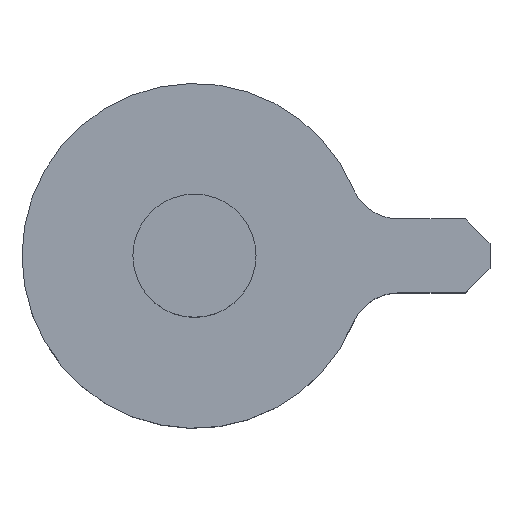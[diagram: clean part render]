
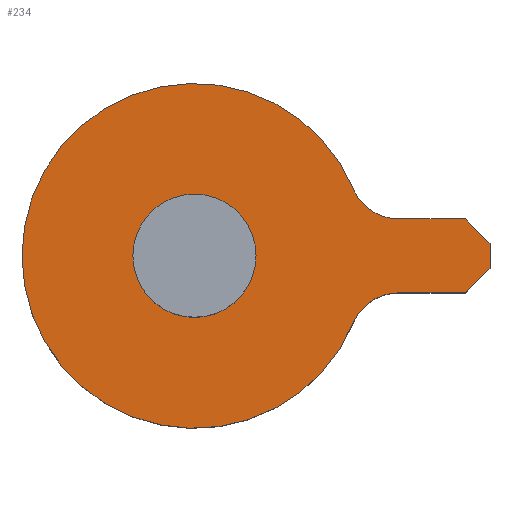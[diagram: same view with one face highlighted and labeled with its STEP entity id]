
A CAD part, top view. The second image highlights one B-rep face of the part: STEP entity #234.
In plain terms, the highlighted planar face has unit normal (0, 0, 1).
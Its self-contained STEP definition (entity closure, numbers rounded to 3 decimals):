
#16=FACE_BOUND('',#55,.T.);
#25=PLANE('',#278);
#39=FACE_OUTER_BOUND('',#54,.T.);
#54=EDGE_LOOP('',(#207,#208,#209,#210,#211,#212,#213,#214));
#55=EDGE_LOOP('',(#215));
#60=LINE('',#364,#80);
#63=LINE('',#376,#83);
#66=LINE('',#382,#86);
#71=LINE('',#391,#91);
#73=LINE('',#398,#93);
#80=VECTOR('',#293,10.);
#83=VECTOR('',#304,10.);
#86=VECTOR('',#309,10.);
#91=VECTOR('',#316,10.);
#93=VECTOR('',#326,10.);
#97=CIRCLE('',#257,2.);
#98=CIRCLE('',#260,2.);
#103=CIRCLE('',#271,2.5);
#105=CIRCLE('',#277,7.);
#108=VERTEX_POINT('',#354);
#109=VERTEX_POINT('',#356);
#111=VERTEX_POINT('',#362);
#112=VERTEX_POINT('',#366);
#113=VERTEX_POINT('',#367);
#116=VERTEX_POINT('',#375);
#118=VERTEX_POINT('',#381);
#121=VERTEX_POINT('',#389);
#124=VERTEX_POINT('',#402);
#128=EDGE_CURVE('',#108,#109,#97,.T.);
#132=EDGE_CURVE('',#108,#111,#60,.T.);
#133=EDGE_CURVE('',#112,#113,#98,.T.);
#137=EDGE_CURVE('',#116,#113,#63,.T.);
#140=EDGE_CURVE('',#118,#111,#66,.T.);
#145=EDGE_CURVE('',#118,#121,#71,.T.);
#149=EDGE_CURVE('',#116,#121,#73,.T.);
#152=EDGE_CURVE('',#124,#124,#103,.T.);
#155=EDGE_CURVE('',#112,#109,#105,.T.);
#207=ORIENTED_EDGE('',*,*,#140,.F.);
#208=ORIENTED_EDGE('',*,*,#145,.T.);
#209=ORIENTED_EDGE('',*,*,#149,.F.);
#210=ORIENTED_EDGE('',*,*,#137,.T.);
#211=ORIENTED_EDGE('',*,*,#133,.F.);
#212=ORIENTED_EDGE('',*,*,#155,.T.);
#213=ORIENTED_EDGE('',*,*,#128,.F.);
#214=ORIENTED_EDGE('',*,*,#132,.T.);
#215=ORIENTED_EDGE('',*,*,#152,.T.);
#234=ADVANCED_FACE('',(#39,#16),#25,.T.);
#257=AXIS2_PLACEMENT_3D('',#357,#286,#287);
#260=AXIS2_PLACEMENT_3D('',#368,#296,#297);
#271=AXIS2_PLACEMENT_3D('',#404,#332,#333);
#277=AXIS2_PLACEMENT_3D('',#412,#345,#346);
#278=AXIS2_PLACEMENT_3D('',#413,#347,#348);
#286=DIRECTION('center_axis',(0.,0.,1.));
#287=DIRECTION('ref_axis',(-0.553,0.833,0.));
#293=DIRECTION('',(1.,0.,0.));
#296=DIRECTION('center_axis',(0.,0.,1.));
#297=DIRECTION('ref_axis',(-0.553,-0.833,0.));
#304=DIRECTION('',(-1.,0.,0.));
#309=DIRECTION('',(-0.707,-0.707,0.));
#316=DIRECTION('',(0.,1.,0.));
#326=DIRECTION('',(0.707,-0.707,0.));
#332=DIRECTION('center_axis',(0.,0.,-1.));
#333=DIRECTION('ref_axis',(-1.,0.,0.));
#345=DIRECTION('center_axis',(0.,0.,1.));
#346=DIRECTION('ref_axis',(0.977,0.214,0.));
#347=DIRECTION('center_axis',(0.,0.,1.));
#348=DIRECTION('ref_axis',(1.,0.,0.));
#354=CARTESIAN_POINT('',(8.292,-1.5,2.5));
#356=CARTESIAN_POINT('',(6.449,-2.722,2.5));
#357=CARTESIAN_POINT('Origin',(8.292,-3.5,2.5));
#362=CARTESIAN_POINT('',(11.,-1.5,2.5));
#364=CARTESIAN_POINT('',(6.837,-1.5,2.5));
#366=CARTESIAN_POINT('',(6.449,2.722,2.5));
#367=CARTESIAN_POINT('',(8.292,1.5,2.5));
#368=CARTESIAN_POINT('Origin',(8.292,3.5,2.5));
#375=CARTESIAN_POINT('',(11.,1.5,2.5));
#376=CARTESIAN_POINT('',(12.,1.5,2.5));
#381=CARTESIAN_POINT('',(12.,-0.5,2.5));
#382=CARTESIAN_POINT('',(9.5,-3.,2.5));
#389=CARTESIAN_POINT('',(12.,0.5,2.5));
#391=CARTESIAN_POINT('',(12.,-1.5,2.5));
#398=CARTESIAN_POINT('',(9.5,3.,2.5));
#402=CARTESIAN_POINT('',(-2.5,0.,2.5));
#404=CARTESIAN_POINT('Origin',(0.,0.,2.5));
#412=CARTESIAN_POINT('Origin',(0.,0.,2.5));
#413=CARTESIAN_POINT('Origin',(2.5,0.,2.5));
